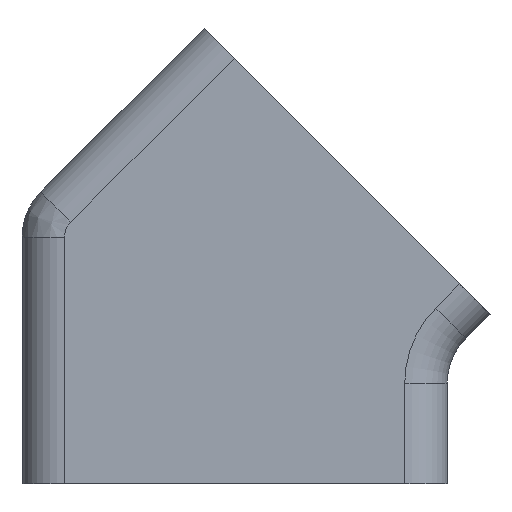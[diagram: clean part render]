
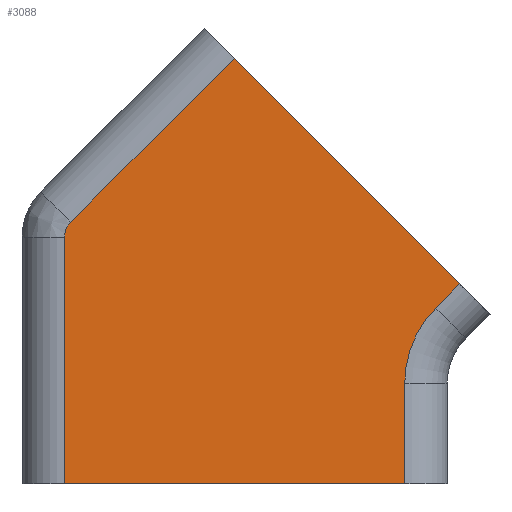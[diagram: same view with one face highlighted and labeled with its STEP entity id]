
A CAD part, left-side view. The second image highlights one B-rep face of the part: STEP entity #3088.
In plain terms, the highlighted planar face has unit normal (-1, 0, 0).
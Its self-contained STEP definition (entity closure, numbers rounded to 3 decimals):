
#174=PLANE('',#3366);
#313=FACE_OUTER_BOUND('',#493,.T.);
#493=EDGE_LOOP('',(#2578,#2579,#2580,#2581,#2582,#2583,#2584,#2585));
#730=LINE('',#5119,#1002);
#773=LINE('',#5251,#1045);
#774=LINE('',#5257,#1046);
#775=LINE('',#5260,#1047);
#776=LINE('',#5264,#1048);
#777=LINE('',#5265,#1049);
#1002=VECTOR('',#3977,10.);
#1045=VECTOR('',#4102,10.);
#1046=VECTOR('',#4111,10.);
#1047=VECTOR('',#4114,10.);
#1048=VECTOR('',#4117,10.);
#1049=VECTOR('',#4118,10.);
#1188=CIRCLE('',#3364,5.);
#1189=CIRCLE('',#3367,1.);
#1417=VERTEX_POINT('',#5116);
#1418=VERTEX_POINT('',#5118);
#1456=VERTEX_POINT('',#5247);
#1457=VERTEX_POINT('',#5249);
#1458=VERTEX_POINT('',#5253);
#1459=VERTEX_POINT('',#5259);
#1460=VERTEX_POINT('',#5261);
#1461=VERTEX_POINT('',#5263);
#1788=EDGE_CURVE('',#1418,#1417,#730,.T.);
#1852=EDGE_CURVE('',#1457,#1456,#773,.T.);
#1854=EDGE_CURVE('',#1458,#1457,#1188,.T.);
#1855=EDGE_CURVE('',#1418,#1458,#774,.T.);
#1856=EDGE_CURVE('',#1459,#1417,#775,.T.);
#1857=EDGE_CURVE('',#1460,#1459,#1189,.T.);
#1858=EDGE_CURVE('',#1461,#1460,#776,.T.);
#1859=EDGE_CURVE('',#1461,#1456,#777,.T.);
#2578=ORIENTED_EDGE('',*,*,#1852,.F.);
#2579=ORIENTED_EDGE('',*,*,#1854,.F.);
#2580=ORIENTED_EDGE('',*,*,#1855,.F.);
#2581=ORIENTED_EDGE('',*,*,#1788,.T.);
#2582=ORIENTED_EDGE('',*,*,#1856,.F.);
#2583=ORIENTED_EDGE('',*,*,#1857,.F.);
#2584=ORIENTED_EDGE('',*,*,#1858,.F.);
#2585=ORIENTED_EDGE('',*,*,#1859,.T.);
#3088=ADVANCED_FACE('',(#313),#174,.T.);
#3364=AXIS2_PLACEMENT_3D('',#5255,#4107,#4108);
#3366=AXIS2_PLACEMENT_3D('',#5258,#4112,#4113);
#3367=AXIS2_PLACEMENT_3D('',#5262,#4115,#4116);
#3977=DIRECTION('',(0.,0.707,0.707));
#4102=DIRECTION('',(0.,0.,-1.));
#4107=DIRECTION('center_axis',(-1.,0.,0.));
#4108=DIRECTION('ref_axis',(0.,0.924,0.383));
#4111=DIRECTION('',(0.,0.707,-0.707));
#4112=DIRECTION('center_axis',(-1.,0.,0.));
#4113=DIRECTION('ref_axis',(0.,0.,1.));
#4114=DIRECTION('',(0.,-0.707,0.707));
#4115=DIRECTION('center_axis',(1.,0.,0.));
#4116=DIRECTION('ref_axis',(0.,0.924,0.383));
#4117=DIRECTION('',(0.,0.,1.));
#4118=DIRECTION('',(0.,-1.,0.));
#5116=CARTESIAN_POINT('',(-84.,0.012,19.995));
#5118=CARTESIAN_POINT('',(-84.,-10.595,9.388));
#5119=CARTESIAN_POINT('',(-84.,1.426,21.409));
#5247=CARTESIAN_POINT('',(-84.,-8.,0.));
#5249=CARTESIAN_POINT('',(-84.,-8.,4.722));
#5251=CARTESIAN_POINT('',(-84.,-8.,8.335));
#5253=CARTESIAN_POINT('',(-84.,-9.464,8.258));
#5255=CARTESIAN_POINT('Origin',(-84.,-13.,4.722));
#5257=CARTESIAN_POINT('',(-84.,-8.526,7.32));
#5258=CARTESIAN_POINT('Origin',(-84.,-1.005,10.705));
#5259=CARTESIAN_POINT('',(-84.,7.707,12.299));
#5260=CARTESIAN_POINT('',(-84.,6.367,13.639));
#5261=CARTESIAN_POINT('',(-84.,8.,11.592));
#5262=CARTESIAN_POINT('Origin',(-84.,7.,11.592));
#5263=CARTESIAN_POINT('',(-84.,8.,0.));
#5264=CARTESIAN_POINT('',(-84.,8.,5.352));
#5265=CARTESIAN_POINT('',(-84.,-10.,0.));
